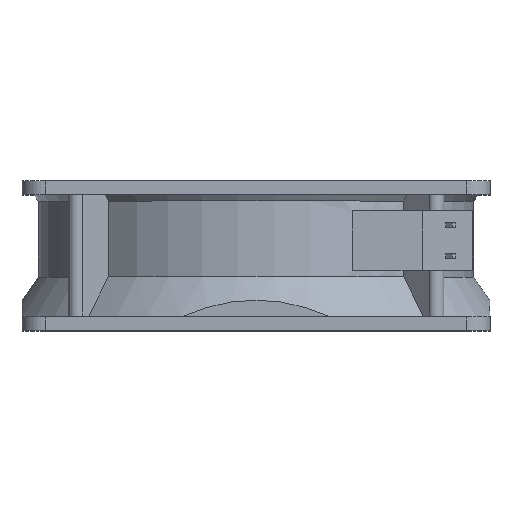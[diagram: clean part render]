
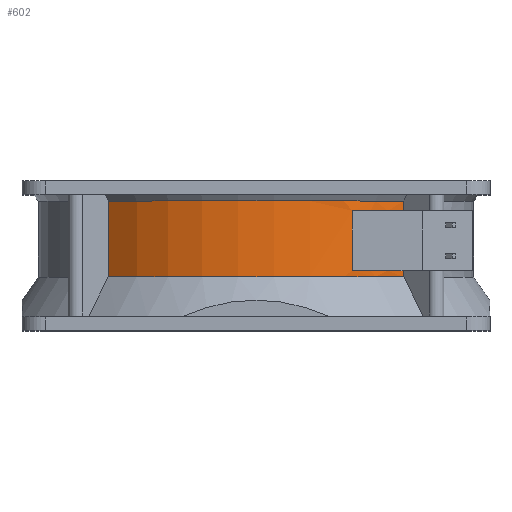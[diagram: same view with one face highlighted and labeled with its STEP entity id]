
A CAD part, top view. The second image highlights one B-rep face of the part: STEP entity #602.
In plain terms, the highlighted cylindrical face has radius 55.335 mm (diameter 110.67 mm), a partial arc.
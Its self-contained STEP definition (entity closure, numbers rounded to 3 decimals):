
#273=CARTESIAN_POINT('POINT17',(24.5,30.42,
   49.616));
#274=VERTEX_POINT('VERTEX17',#273);
#275=CARTESIAN_POINT('POINT18',(24.5,15.18,
   49.616));
#276=VERTEX_POINT('VERTEX18',#275);
#277=CARTESIAN_POINT('POS35',(24.5,23.249,
   49.616));
#278=DIRECTION('DIR45',(0.,-1.,
   0.));
#279=VECTOR('VEC25',#278,1.);
#280=LINE('STRAIGHT25',#277,#279);
#281=EDGE_CURVE('EDGE25',#274,#276,#280,.T.);
#449=CARTESIAN_POINT('POINT29',(37.578,30.42,
   40.618));
#450=VERTEX_POINT('VERTEX29',#449);
#451=CARTESIAN_POINT('POS56',(0.,30.42,
   0.));
#452=DIRECTION('DIR71',(0.,-1.,
   0.));
#453=DIRECTION('DIR72',(1.,0.,
   0.));
#454=AXIS2_PLACEMENT_3D('AXIS16',#451,#452,#453);
#455=CIRCLE('ELLIPSE1',#454,55.335);
#456=EDGE_CURVE('EDGE41',#450,#274,#455,.T.);
#515=CARTESIAN_POINT('POS63',(0.,
   32.901,0.));
#516=DIRECTION('DIR82',(0.,-1.,
   0.));
#517=DIRECTION('DIR83',(1.,0.,
   0.));
#518=AXIS2_PLACEMENT_3D('AXIS20',#515,#516,#517);
#519=CIRCLE('ELLIPSE4',#518,55.335);
#530=CARTESIAN_POINT('POS65',(0.,
   13.597,0.));
#531=DIRECTION('DIR85',(0.,-1.,
   0.));
#532=DIRECTION('DIR86',(1.,0.,
   0.));
#533=AXIS2_PLACEMENT_3D('AXIS21',#530,#531,#532);
#534=CIRCLE('ELLIPSE5',#533,55.335);
#539=CARTESIAN_POINT('POS66',(0.,
   23.249,0.));
#540=DIRECTION('DIR87',(0.,-1.,
   0.));
#541=DIRECTION('DIR88',(1.,0.,
   0.));
#542=AXIS2_PLACEMENT_3D('AXIS22',#539,#540,#541);
#543=CYLINDRICAL_SURFACE('CONE_SURF1',#542,55.335);
#563=ORIENTED_EDGE('COEDGE87',*,*,#456,.F.);
#564=CARTESIAN_POINT('POINT39',(37.578,
   32.901,40.618));
#565=VERTEX_POINT('VERTEX39',#564);
#566=CARTESIAN_POINT('POS68',(37.578,
   23.249,40.618));
#567=DIRECTION('DIR90',(0.,1.,
   0.));
#568=VECTOR('VEC46',#567,1.);
#569=LINE('STRAIGHT46',#566,#568);
#570=EDGE_CURVE('EDGE53',#450,#565,#569,.T.);
#571=ORIENTED_EDGE('COEDGE88',*,*,#570,.T.);
#572=CARTESIAN_POINT('POINT40',(-37.578,
   32.901,40.618));
#573=VERTEX_POINT('VERTEX40',#572);
#574=EDGE_CURVE('EDGE54',#565,#573,#519,.T.);
#575=ORIENTED_EDGE('COEDGE89',*,*,#574,.T.);
#576=CARTESIAN_POINT('POINT41',(-37.578,
   13.597,40.618));
#577=VERTEX_POINT('VERTEX41',#576);
#578=CARTESIAN_POINT('POS69',(-37.578,
   23.249,40.618));
#579=DIRECTION('DIR91',(0.,-1.,
   0.));
#580=VECTOR('VEC47',#579,1.);
#581=LINE('STRAIGHT47',#578,#580);
#582=EDGE_CURVE('EDGE55',#573,#577,#581,.T.);
#583=ORIENTED_EDGE('COEDGE90',*,*,#582,.T.);
#584=CARTESIAN_POINT('POINT42',(37.578,
   13.597,40.618));
#585=VERTEX_POINT('VERTEX42',#584);
#586=EDGE_CURVE('EDGE56',#585,#577,#534,.T.);
#587=ORIENTED_EDGE('COEDGE91',*,*,#586,.F.);
#588=CARTESIAN_POINT('POINT43',(37.578,15.18,
   40.618));
#589=VERTEX_POINT('VERTEX43',#588);
#590=EDGE_CURVE('EDGE57',#585,#589,#569,.T.);
#591=ORIENTED_EDGE('COEDGE92',*,*,#590,.T.);
#592=CARTESIAN_POINT('POS70',(0.,15.18,
   0.));
#593=DIRECTION('DIR92',(0.,1.,
   0.));
#594=DIRECTION('DIR93',(1.,0.,
   0.));
#595=AXIS2_PLACEMENT_3D('AXIS23',#592,#593,#594);
#596=CIRCLE('ELLIPSE6',#595,55.335);
#597=EDGE_CURVE('EDGE58',#276,#589,#596,.T.);
#598=ORIENTED_EDGE('COEDGE93',*,*,#597,.F.);
#599=ORIENTED_EDGE('COEDGE94',*,*,#281,.F.);
#600=EDGE_LOOP('NONE',(#563,#571,#575,#583,#587,#591,#598,#599));
#601=FACE_BOUND('LOOP1',#600,.T.);
#602=ADVANCED_FACE('FACE19',(#601),#543,.T.);
